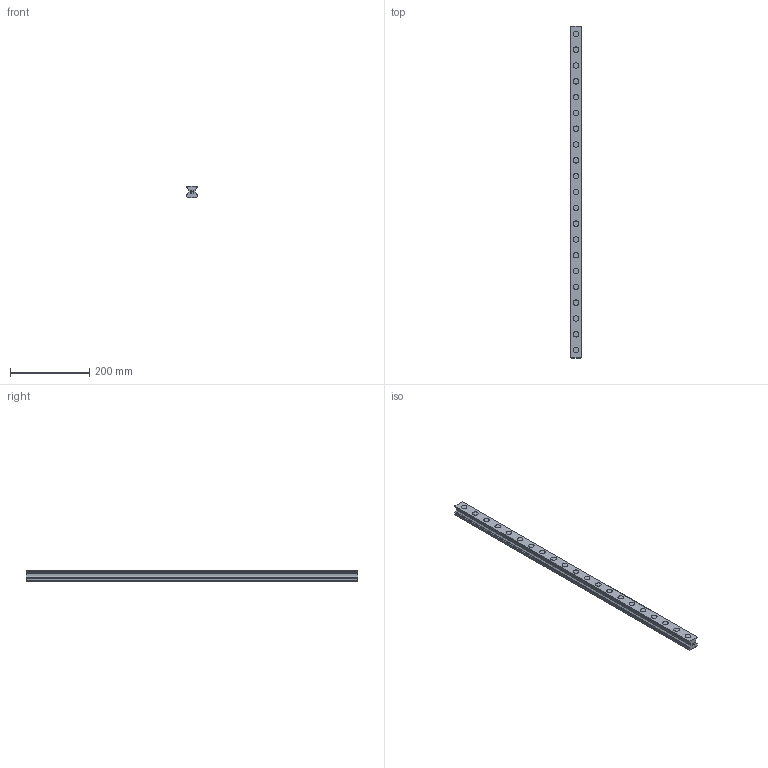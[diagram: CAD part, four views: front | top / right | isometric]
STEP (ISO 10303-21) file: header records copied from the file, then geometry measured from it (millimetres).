
FILE_DESCRIPTION(('STEP AP214'),'1');
FILE_NAME('cctmp_8C2256F9-9AB6-4898-91C9-B9EBD7C9E28E_2021_03_11_14_21_21_0711..stp','2021-03-11T13:21:21',('HIWIN GmbH'),('CADClick - www.CADClick.com'),'Spatial InterOp 3D',' ','unknown authorization');
FILE_SCHEMA(('AUTOMOTIVE_DESIGN'));
Length unit declared in the file: millimetre
Products named in the file (1): RGR30R840H_FILE
Bounding box: 28 x 840 x 28 mm (x, y, z)
Volume: 482045.6 mm3; surface area: 125510.2 mm2
Topology: 1 solids, 1 shells, 304 faces, 705 edges, 470 vertices
Faces by surface type: plane 160, cylinder 144
Entity records: 11193 total; most frequent: DIRECTION 1603, CARTESIAN_POINT 1480, ORIENTED_EDGE 1410, EDGE_CURVE 705, AXIS2_PLACEMENT_3D 593, VERTEX_POINT 470, LINE 417, VECTOR 417
